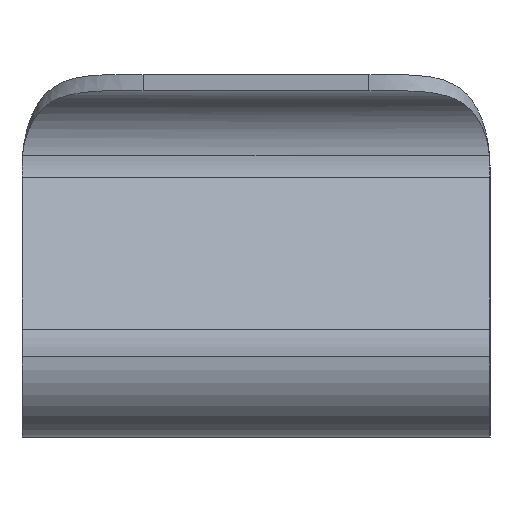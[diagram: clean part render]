
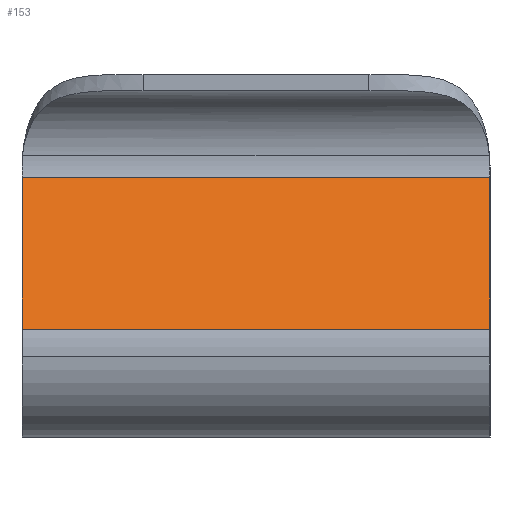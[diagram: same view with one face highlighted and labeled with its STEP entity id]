
A CAD part, left-side view. The second image highlights one B-rep face of the part: STEP entity #153.
In plain terms, the highlighted planar face has unit normal (-0.939, 0, 0.344).
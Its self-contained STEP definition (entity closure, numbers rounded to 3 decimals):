
#153=ADVANCED_FACE('',(#310),#311,.F.);
#310=FACE_OUTER_BOUND('',#546,.T.);
#311=PLANE('',#547);
#546=EDGE_LOOP('',(#981,#982,#983,#984));
#547=AXIS2_PLACEMENT_3D('',#985,#986,#987);
#981=ORIENTED_EDGE('',*,*,#1203,.F.);
#982=ORIENTED_EDGE('',*,*,#1084,.T.);
#983=ORIENTED_EDGE('',*,*,#1204,.T.);
#984=ORIENTED_EDGE('',*,*,#1205,.F.);
#985=CARTESIAN_POINT('',(-6.939,2.9,-3.156));
#986=DIRECTION('',(0.939,0.,-0.344));
#987=DIRECTION('',(0.0,-1.0,0.));
#1084=EDGE_CURVE('',#1258,#1256,#1259,.T.);
#1203=EDGE_CURVE('',#1258,#1422,#1423,.T.);
#1204=EDGE_CURVE('',#1256,#1424,#1425,.T.);
#1205=EDGE_CURVE('',#1422,#1424,#1426,.T.);
#1256=VERTEX_POINT('',#1568);
#1258=VERTEX_POINT('',#1570);
#1259=LINE('',#1571,#1572);
#1422=VERTEX_POINT('',#1945);
#1423=LINE('',#1946,#1947);
#1424=VERTEX_POINT('',#1948);
#1425=LINE('',#1949,#1950);
#1426=LINE('',#1951,#1952);
#1568=CARTESIAN_POINT('',(-6.939,-2.9,-3.156));
#1570=CARTESIAN_POINT('',(-6.939,2.9,-3.156));
#1571=CARTESIAN_POINT('',(-6.939,2.9,-3.156));
#1572=VECTOR('',#2084,5.8);
#1945=CARTESIAN_POINT('',(-6.249,2.9,-1.276));
#1946=CARTESIAN_POINT('',(-6.939,2.9,-3.156));
#1947=VECTOR('',#2204,2.002);
#1948=CARTESIAN_POINT('',(-6.249,-2.9,-1.276));
#1949=CARTESIAN_POINT('',(-6.939,-2.9,-3.156));
#1950=VECTOR('',#2205,2.002);
#1951=CARTESIAN_POINT('',(-6.249,2.9,-1.276));
#1952=VECTOR('',#2206,5.8);
#2084=DIRECTION('',(0.0,-1.0,0.));
#2204=DIRECTION('',(0.344,0.,0.939));
#2205=DIRECTION('',(0.344,0.,0.939));
#2206=DIRECTION('',(0.0,-1.0,0.));
